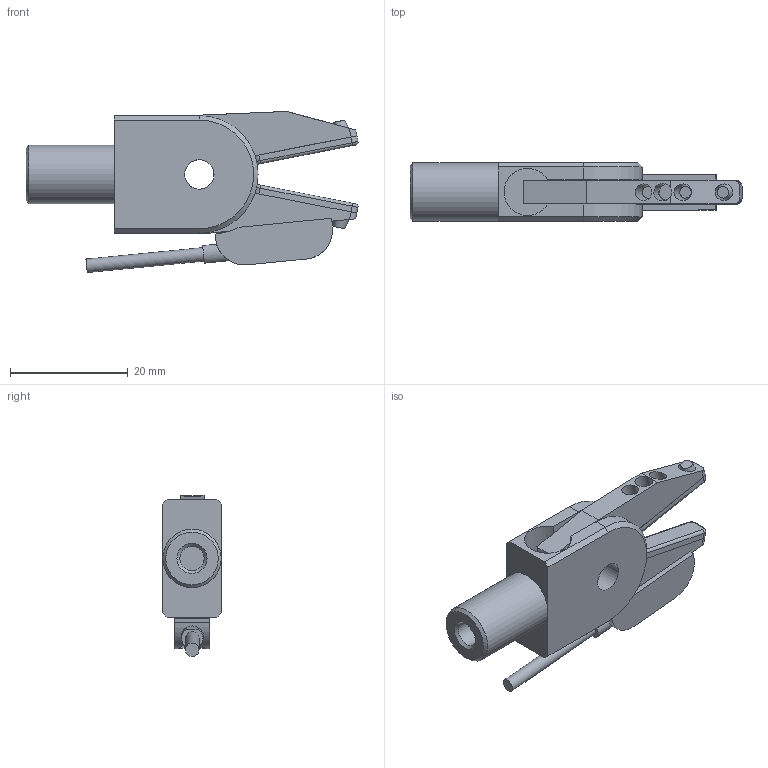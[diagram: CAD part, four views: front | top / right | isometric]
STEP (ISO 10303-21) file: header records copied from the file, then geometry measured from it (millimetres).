
FILE_DESCRIPTION(/* description */ (''),/* implementation_level */ '2;1');
FILE_NAME(/* name */ 'GR04.090H-2P_Kd.stp',/* time_stamp */ '2018-08-02T12:53:44+02:00',/* author */ ('JMolter'),/* organization */ (''),/* preprocessor_version */ 'ST-DEVELOPER v16.13',/* originating_system */ 'Autodesk Inventor 2018',/* authorisation */ '');
FILE_SCHEMA (('AUTOMOTIVE_DESIGN { 1 0 10303 214 3 1 1 }'));
Length unit declared in the file: millimetre
Products named in the file (1): GR04.090H-2P_Kd
Bounding box: 56.51 x 10 x 27.42 mm (x, y, z)
Surface area: 6752.4 mm2 (no closed solid volume)
Topology: 0 solids, 11 shells, 230 faces, 510 edges, 324 vertices
Faces by surface type: plane 106, cylinder 73, cone 31, torus 8, bspline 8, sphere 4
Full cylindrical faces by diameter (mm): 1.567 x1, 2 x12, 2.05 x2, 2.1 x6, 2.3 x1, 2.4 x1, 2.8 x6, 3 x2, 4.134 x1, 5 x2, 7 x2, 9.95 x1, 16.5 x1, 17 x1
Entity records: 6291 total; most frequent: CARTESIAN_POINT 1160, DIRECTION 1048, ORIENTED_EDGE 826, AXIS2_PLACEMENT_3D 422, EDGE_CURVE 413, EDGE_LOOP 358, VERTEX_POINT 305, FACE_OUTER_BOUND 230
